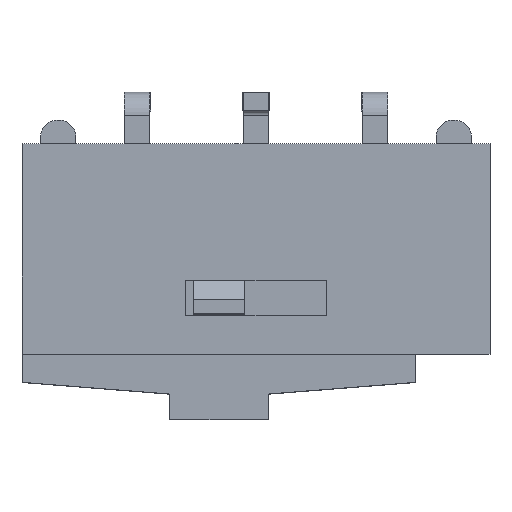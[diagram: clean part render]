
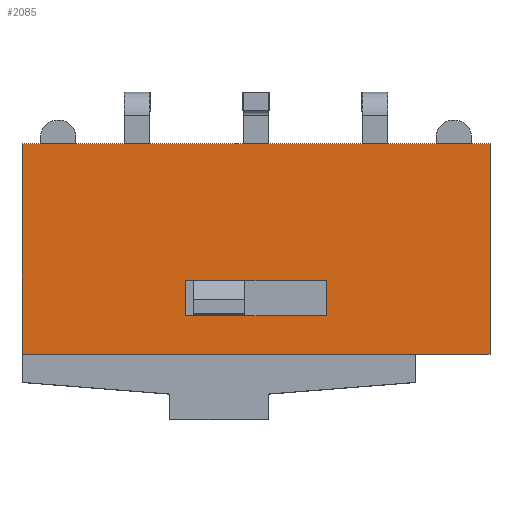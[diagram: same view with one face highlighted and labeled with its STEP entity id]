
A CAD part, top view. The second image highlights one B-rep face of the part: STEP entity #2085.
In plain terms, the highlighted planar face has unit normal (0, 0, 1).
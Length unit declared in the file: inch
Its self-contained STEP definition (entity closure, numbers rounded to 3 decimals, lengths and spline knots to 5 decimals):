
#21=FACE_BOUND('',#286,.T.);
#168=FACE_OUTER_BOUND('',#285,.T.);
#285=EDGE_LOOP('',(#1823,#1824,#1825,#1826,#1827,#1828));
#286=EDGE_LOOP('',(#1829,#1830,#1831,#1832));
#464=LINE('',#3143,#729);
#478=LINE('',#3170,#743);
#479=LINE('',#3175,#744);
#515=LINE('',#3252,#780);
#519=LINE('',#3260,#784);
#525=LINE('',#3271,#790);
#526=LINE('',#3273,#791);
#555=LINE('',#3350,#820);
#556=LINE('',#3352,#821);
#557=LINE('',#3353,#822);
#729=VECTOR('',#2565,0.3937);
#743=VECTOR('',#2591,0.3937);
#744=VECTOR('',#2596,0.3937);
#780=VECTOR('',#2662,0.3937);
#784=VECTOR('',#2670,0.3937);
#790=VECTOR('',#2682,0.3937);
#791=VECTOR('',#2685,0.3937);
#820=VECTOR('',#2760,0.3937);
#821=VECTOR('',#2761,0.3937);
#822=VECTOR('',#2762,0.3937);
#949=VERTEX_POINT('',#3140);
#950=VERTEX_POINT('',#3142);
#957=VERTEX_POINT('',#3168);
#959=VERTEX_POINT('',#3174);
#984=VERTEX_POINT('',#3249);
#985=VERTEX_POINT('',#3251);
#987=VERTEX_POINT('',#3259);
#989=VERTEX_POINT('',#3269);
#1014=VERTEX_POINT('',#3349);
#1015=VERTEX_POINT('',#3351);
#1196=EDGE_CURVE('',#950,#949,#464,.T.);
#1210=EDGE_CURVE('',#949,#957,#478,.T.);
#1212=EDGE_CURVE('',#959,#950,#479,.T.);
#1249=EDGE_CURVE('',#985,#984,#515,.T.);
#1253=EDGE_CURVE('',#987,#985,#519,.T.);
#1259=EDGE_CURVE('',#984,#989,#525,.T.);
#1260=EDGE_CURVE('',#989,#987,#526,.T.);
#1297=EDGE_CURVE('',#1014,#959,#555,.T.);
#1298=EDGE_CURVE('',#957,#1015,#556,.T.);
#1299=EDGE_CURVE('',#1015,#1014,#557,.T.);
#1823=ORIENTED_EDGE('',*,*,#1297,.T.);
#1824=ORIENTED_EDGE('',*,*,#1212,.T.);
#1825=ORIENTED_EDGE('',*,*,#1196,.T.);
#1826=ORIENTED_EDGE('',*,*,#1210,.T.);
#1827=ORIENTED_EDGE('',*,*,#1298,.T.);
#1828=ORIENTED_EDGE('',*,*,#1299,.T.);
#1829=ORIENTED_EDGE('',*,*,#1253,.T.);
#1830=ORIENTED_EDGE('',*,*,#1249,.T.);
#1831=ORIENTED_EDGE('',*,*,#1259,.T.);
#1832=ORIENTED_EDGE('',*,*,#1260,.T.);
#1974=PLANE('',#2238);
#2085=ADVANCED_FACE('',(#168,#21),#1974,.T.);
#2238=AXIS2_PLACEMENT_3D('',#3348,#2758,#2759);
#2565=DIRECTION('',(1.,0.,0.));
#2591=DIRECTION('',(1.,0.,0.));
#2596=DIRECTION('',(1.,0.,0.));
#2662=DIRECTION('',(-1.,0.,0.));
#2670=DIRECTION('',(0.,-1.,0.));
#2682=DIRECTION('',(0.,1.,0.));
#2685=DIRECTION('',(1.,0.,0.));
#2758=DIRECTION('center_axis',(0.,0.,
1.));
#2759=DIRECTION('ref_axis',(-1.,0.,0.));
#2760=DIRECTION('',(0.,-1.,0.));
#2761=DIRECTION('',(0.,1.,0.));
#2762=DIRECTION('',(-1.,0.,0.));
#3140=CARTESIAN_POINT('',(0.13425,-0.08858,0.04921));
#3142=CARTESIAN_POINT('',(-0.19646,-0.08858,0.04921));
#3143=CARTESIAN_POINT('',(0.19685,-0.08858,0.04921));
#3168=CARTESIAN_POINT('',(0.19685,-0.08858,0.04921));
#3170=CARTESIAN_POINT('',(0.19685,-0.08858,0.04921));
#3174=CARTESIAN_POINT('',(-0.19685,-0.08858,0.04921));
#3175=CARTESIAN_POINT('',(0.19685,-0.08858,0.04921));
#3249=CARTESIAN_POINT('',(-0.05906,-0.0563,0.04921));
#3251=CARTESIAN_POINT('',(0.05906,-0.0563,0.04921));
#3252=CARTESIAN_POINT('',(-0.02953,-0.0563,0.04921));
#3259=CARTESIAN_POINT('',(0.05906,-0.02677,0.04921));
#3260=CARTESIAN_POINT('',(0.05906,-0.02815,0.04921));
#3269=CARTESIAN_POINT('',(-0.05906,-0.02677,0.04921));
#3271=CARTESIAN_POINT('',(-0.05906,-0.01339,0.04921));
#3273=CARTESIAN_POINT('',(0.02953,-0.02677,0.04921));
#3348=CARTESIAN_POINT('Origin',(0.,0.,
0.04921));
#3349=CARTESIAN_POINT('',(-0.19685,0.08858,0.04921));
#3350=CARTESIAN_POINT('',(-0.19685,-0.08858,0.04921));
#3351=CARTESIAN_POINT('',(0.19685,0.08858,0.04921));
#3352=CARTESIAN_POINT('',(0.19685,0.08858,0.04921));
#3353=CARTESIAN_POINT('',(-0.19685,0.08858,0.04921));
